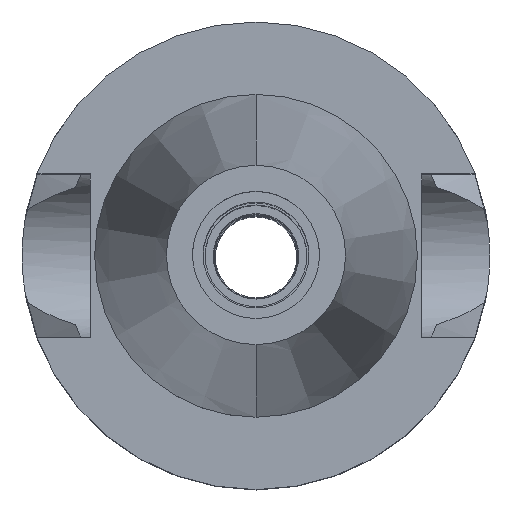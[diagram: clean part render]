
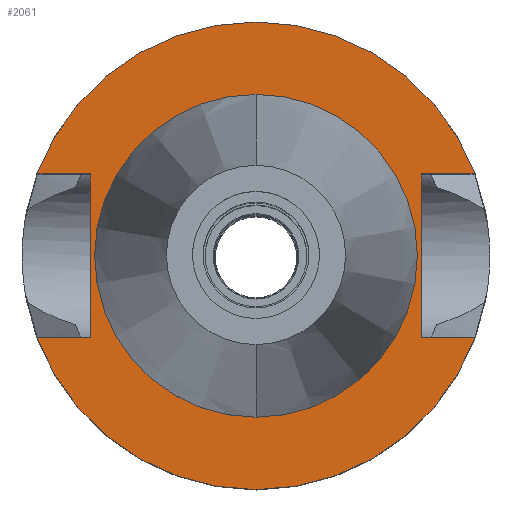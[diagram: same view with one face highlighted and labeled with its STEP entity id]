
A CAD part, top view. The second image highlights one B-rep face of the part: STEP entity #2061.
In plain terms, the highlighted planar face has unit normal (0, 0, 1).
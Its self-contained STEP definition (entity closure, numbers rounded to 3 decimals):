
#845=DIRECTION('',(1.,0.,0.));
#846=VECTOR('',#845,5.245);
#847=CARTESIAN_POINT('',(-21.545,8.05,-1.));
#848=LINE('',#847,#846);
#906=DIRECTION('',(0.,1.,0.));
#907=VECTOR('',#906,16.1);
#908=CARTESIAN_POINT('',(-16.3,-8.05,-1.));
#909=LINE('',#908,#907);
#913=CARTESIAN_POINT('',(0.,0.,-1.));
#914=DIRECTION('',(0.,0.,-1.));
#915=DIRECTION('',(-0.937,0.35,0.));
#916=AXIS2_PLACEMENT_3D('',#913,#914,#915);
#921=CARTESIAN_POINT('',(0.,0.,-1.));
#922=DIRECTION('',(0.,0.,-1.));
#923=DIRECTION('',(0.,1.,0.));
#924=AXIS2_PLACEMENT_3D('',#921,#922,#923);
#929=DIRECTION('',(-1.,0.,0.));
#930=VECTOR('',#929,5.245);
#931=CARTESIAN_POINT('',(21.545,8.05,-1.));
#932=LINE('',#931,#930);
#936=DIRECTION('',(0.,-1.,0.));
#937=VECTOR('',#936,16.1);
#938=CARTESIAN_POINT('',(16.3,8.05,-1.));
#939=LINE('',#938,#937);
#943=CARTESIAN_POINT('',(0.,0.,-1.));
#944=DIRECTION('',(0.,0.,-1.));
#945=DIRECTION('',(0.937,-0.35,0.));
#946=AXIS2_PLACEMENT_3D('',#943,#944,#945);
#951=CARTESIAN_POINT('',(0.,0.,-1.));
#952=DIRECTION('',(0.,0.,-1.));
#953=DIRECTION('',(0.,-1.,0.));
#954=AXIS2_PLACEMENT_3D('',#951,#952,#953);
#959=DIRECTION('',(1.,0.,0.));
#960=VECTOR('',#959,5.245);
#961=CARTESIAN_POINT('',(-21.545,-8.05,-1.));
#962=LINE('',#961,#960);
#966=CARTESIAN_POINT('',(0.,0.,-1.));
#967=DIRECTION('',(0.,0.,1.));
#968=DIRECTION('',(0.,-1.,0.));
#969=AXIS2_PLACEMENT_3D('',#966,#967,#968);
#974=CARTESIAN_POINT('',(0.,0.,-1.));
#975=DIRECTION('',(0.,0.,1.));
#976=DIRECTION('',(0.,1.,0.));
#977=AXIS2_PLACEMENT_3D('',#974,#975,#976);
#1098=DIRECTION('',(-1.,0.,0.));
#1099=VECTOR('',#1098,5.245);
#1100=CARTESIAN_POINT('',(21.545,-8.05,-1.));
#1101=LINE('',#1100,#1099);
#1283=CARTESIAN_POINT('',(-16.3,-8.05,-1.));
#1284=VERTEX_POINT('',#1283);
#1285=CARTESIAN_POINT('',(-21.545,-8.05,-1.));
#1286=VERTEX_POINT('',#1285);
#1287=CARTESIAN_POINT('',(-16.3,8.05,-1.));
#1288=VERTEX_POINT('',#1287);
#1289=CARTESIAN_POINT('',(-21.545,8.05,-1.));
#1290=VERTEX_POINT('',#1289);
#1291=CARTESIAN_POINT('',(0.,23.,-1.));
#1292=CARTESIAN_POINT('',(21.545,8.05,-1.));
#1293=VERTEX_POINT('',#1291);
#1294=VERTEX_POINT('',#1292);
#1295=CARTESIAN_POINT('',(16.3,8.05,-1.));
#1296=VERTEX_POINT('',#1295);
#1297=CARTESIAN_POINT('',(16.3,-8.05,-1.));
#1298=VERTEX_POINT('',#1297);
#1299=CARTESIAN_POINT('',(21.545,-8.05,-1.));
#1300=VERTEX_POINT('',#1299);
#1301=CARTESIAN_POINT('',(0.,-23.,-1.));
#1302=VERTEX_POINT('',#1301);
#1303=CARTESIAN_POINT('',(0.,-15.875,-1.));
#1304=CARTESIAN_POINT('',(0.,15.875,-1.));
#1305=VERTEX_POINT('',#1303);
#1306=VERTEX_POINT('',#1304);
#2033=CARTESIAN_POINT('',(0.,0.,-1.));
#2034=DIRECTION('',(0.,0.,-1.));
#2035=DIRECTION('',(0.,-1.,0.));
#2036=AXIS2_PLACEMENT_3D('',#2033,#2034,#2035);
#2037=PLANE('',#2036);
#2039=ORIENTED_EDGE('',*,*,#2038,.T.);
#2040=ORIENTED_EDGE('',*,*,#1978,.F.);
#2041=ORIENTED_EDGE('',*,*,#1998,.T.);
#2042=ORIENTED_EDGE('',*,*,#1996,.T.);
#2043=ORIENTED_EDGE('',*,*,#2012,.T.);
#2044=ORIENTED_EDGE('',*,*,#2023,.T.);
#2046=ORIENTED_EDGE('',*,*,#2045,.F.);
#2048=ORIENTED_EDGE('',*,*,#2047,.T.);
#2050=ORIENTED_EDGE('',*,*,#2049,.T.);
#2052=ORIENTED_EDGE('',*,*,#2051,.T.);
#2053=EDGE_LOOP('',(#2039,#2040,#2041,#2042,#2043,#2044,#2046,#2048,#2050,
#2052));
#2054=FACE_OUTER_BOUND('',#2053,.F.);
#2056=ORIENTED_EDGE('',*,*,#2055,.T.);
#2058=ORIENTED_EDGE('',*,*,#2057,.T.);
#2059=EDGE_LOOP('',(#2056,#2058));
#2060=FACE_BOUND('',#2059,.F.);
#917=CIRCLE('',#916,23.);
#925=CIRCLE('',#924,23.);
#947=CIRCLE('',#946,23.);
#955=CIRCLE('',#954,23.);
#970=CIRCLE('',#969,15.875);
#978=CIRCLE('',#977,15.875);
#1978=EDGE_CURVE('',#1290,#1288,#848,.T.);
#1996=EDGE_CURVE('',#1293,#1294,#925,.T.);
#1998=EDGE_CURVE('',#1290,#1293,#917,.T.);
#2012=EDGE_CURVE('',#1294,#1296,#932,.T.);
#2023=EDGE_CURVE('',#1296,#1298,#939,.T.);
#2038=EDGE_CURVE('',#1284,#1288,#909,.T.);
#2045=EDGE_CURVE('',#1300,#1298,#1101,.T.);
#2047=EDGE_CURVE('',#1300,#1302,#947,.T.);
#2049=EDGE_CURVE('',#1302,#1286,#955,.T.);
#2051=EDGE_CURVE('',#1286,#1284,#962,.T.);
#2055=EDGE_CURVE('',#1305,#1306,#970,.T.);
#2057=EDGE_CURVE('',#1306,#1305,#978,.T.);
#2061=ADVANCED_FACE('',(#2054,#2060),#2037,.F.);
